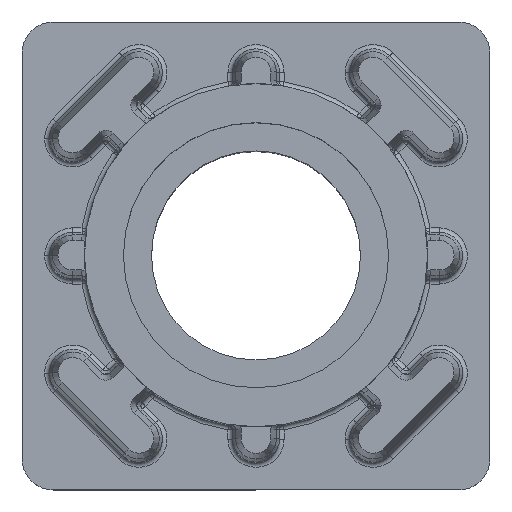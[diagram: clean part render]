
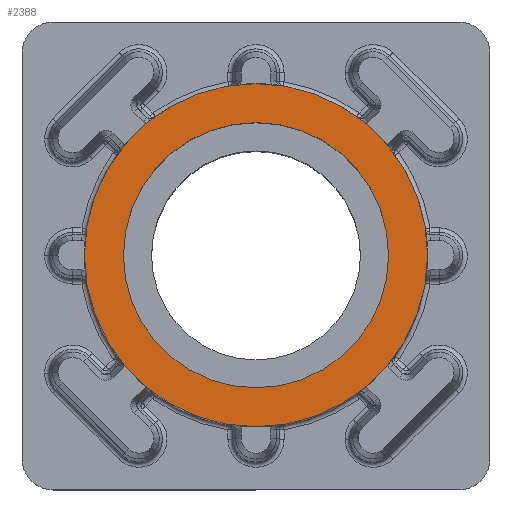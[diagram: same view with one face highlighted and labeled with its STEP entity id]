
A CAD part, top view. The second image highlights one B-rep face of the part: STEP entity #2388.
In plain terms, the highlighted planar face has unit normal (0, 0, 1).
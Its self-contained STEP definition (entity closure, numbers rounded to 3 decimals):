
#72 = ORIENTED_EDGE ( 'NONE', *, *, #10277, .F. ) ;
#181 = EDGE_CURVE ( 'NONE', #10167, #1341, #7717, .T. ) ;
#253 = DIRECTION ( 'NONE',  ( 1., 0., 0. ) ) ;
#898 = AXIS2_PLACEMENT_3D ( 'NONE', #11009, #10935, #10899 ) ;
#1273 = CARTESIAN_POINT ( 'NONE',  ( -11., 0., 33. ) ) ;
#1341 = VERTEX_POINT ( 'NONE', #1273 ) ;
#1357 = DIRECTION ( 'NONE',  ( 0., 0., 1. ) ) ;
#1400 = EDGE_CURVE ( 'NONE', #9260, #9958, #5632, .T. ) ;
#2309 = FACE_BOUND ( 'NONE', #6294, .T. ) ;
#2311 = CIRCLE ( 'NONE', #10457, 8.5 ) ;
#2388 = ADVANCED_FACE ( 'NONE', ( #2309, #9209 ), #8452, .T. ) ;
#2492 = CARTESIAN_POINT ( 'NONE',  ( -8.5, 0., 33. ) ) ;
#2562 = DIRECTION ( 'NONE',  ( 1., 0., 0. ) ) ;
#2592 = DIRECTION ( 'NONE',  ( 0., 0., 1. ) ) ;
#2605 = CARTESIAN_POINT ( 'NONE',  ( 0., 0., 33. ) ) ;
#2914 = EDGE_LOOP ( 'NONE', ( #7298, #10445 ) ) ;
#3097 = EDGE_CURVE ( 'NONE', #1341, #10167, #6955, .T. ) ;
#3334 = AXIS2_PLACEMENT_3D ( 'NONE', #2605, #2592, #2562 ) ;
#4016 = CARTESIAN_POINT ( 'NONE',  ( 0., 0., 33. ) ) ;
#4778 = AXIS2_PLACEMENT_3D ( 'NONE', #6820, #1357, #7729 ) ;
#4876 = DIRECTION ( 'NONE',  ( 0., 0., 1. ) ) ;
#5632 = CIRCLE ( 'NONE', #898, 8.5 ) ;
#5818 = DIRECTION ( 'NONE',  ( 0., 0., 1. ) ) ;
#6294 = EDGE_LOOP ( 'NONE', ( #72, #8740 ) ) ;
#6421 = CARTESIAN_POINT ( 'NONE',  ( 11., 0., 33. ) ) ;
#6820 = CARTESIAN_POINT ( 'NONE',  ( 0., 0., 33. ) ) ;
#6955 = CIRCLE ( 'NONE', #4778, 11. ) ;
#7298 = ORIENTED_EDGE ( 'NONE', *, *, #3097, .T. ) ;
#7717 = CIRCLE ( 'NONE', #3334, 11. ) ;
#7729 = DIRECTION ( 'NONE',  ( 1., 0., 0. ) ) ;
#8452 = PLANE ( 'NONE',  #11242 ) ;
#8740 = ORIENTED_EDGE ( 'NONE', *, *, #1400, .F. ) ;
#9209 = FACE_OUTER_BOUND ( 'NONE', #2914, .T. ) ;
#9260 = VERTEX_POINT ( 'NONE', #10163 ) ;
#9958 = VERTEX_POINT ( 'NONE', #2492 ) ;
#10163 = CARTESIAN_POINT ( 'NONE',  ( 8.5, 0., 33. ) ) ;
#10167 = VERTEX_POINT ( 'NONE', #6421 ) ;
#10183 = CARTESIAN_POINT ( 'NONE',  ( 0., 0., 33. ) ) ;
#10277 = EDGE_CURVE ( 'NONE', #9958, #9260, #2311, .T. ) ;
#10445 = ORIENTED_EDGE ( 'NONE', *, *, #181, .T. ) ;
#10457 = AXIS2_PLACEMENT_3D ( 'NONE', #10183, #4876, #11082 ) ;
#10899 = DIRECTION ( 'NONE',  ( 1., 0., 0. ) ) ;
#10935 = DIRECTION ( 'NONE',  ( 0., 0., 1. ) ) ;
#11009 = CARTESIAN_POINT ( 'NONE',  ( 0., 0., 33. ) ) ;
#11082 = DIRECTION ( 'NONE',  ( 1., 0., 0. ) ) ;
#11242 = AXIS2_PLACEMENT_3D ( 'NONE', #4016, #5818, #253 ) ;
